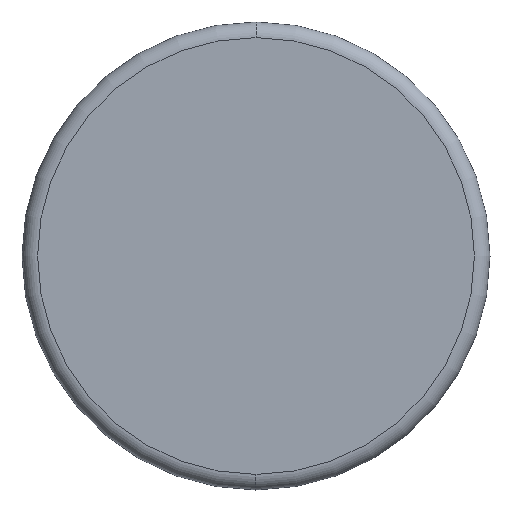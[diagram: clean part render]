
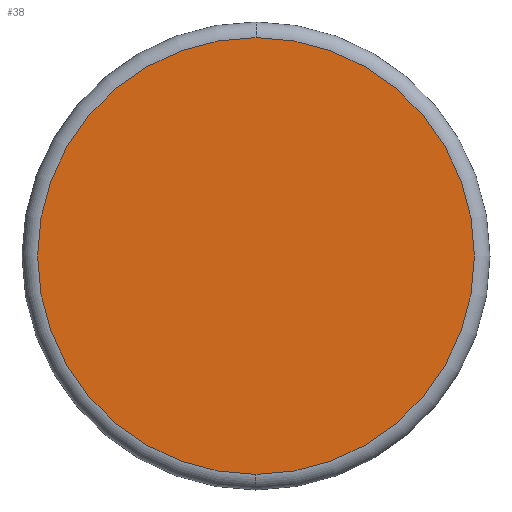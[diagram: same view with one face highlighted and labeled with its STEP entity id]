
A CAD part, left-side view. The second image highlights one B-rep face of the part: STEP entity #38.
In plain terms, the highlighted planar face has unit normal (-1, 0, 0).
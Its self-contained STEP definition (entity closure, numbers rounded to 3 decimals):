
#1 = AXIS2_PLACEMENT_3D ( 'NONE', #40, #348, #255 ) ;
#24 = EDGE_CURVE ( 'NONE', #187, #214, #87, .T. ) ;
#27 = CIRCLE ( 'NONE', #1, 14. ) ;
#28 = DIRECTION ( 'NONE',  ( -1., 0., 0. ) ) ;
#38 = ADVANCED_FACE ( 'NONE', ( #173 ), #88, .F. ) ;
#40 = CARTESIAN_POINT ( 'NONE',  ( -3., 0., 0. ) ) ;
#57 = CARTESIAN_POINT ( 'NONE',  ( -3., 14., 0. ) ) ;
#77 = ORIENTED_EDGE ( 'NONE', *, *, #322, .T. ) ;
#87 = CIRCLE ( 'NONE', #307, 14. ) ;
#88 = PLANE ( 'NONE',  #299 ) ;
#95 = CARTESIAN_POINT ( 'NONE',  ( -3., 0., 14. ) ) ;
#152 = CARTESIAN_POINT ( 'NONE',  ( -3., 0., -14. ) ) ;
#173 = FACE_OUTER_BOUND ( 'NONE', #236, .T. ) ;
#187 = VERTEX_POINT ( 'NONE', #95 ) ;
#214 = VERTEX_POINT ( 'NONE', #152 ) ;
#220 = DIRECTION ( 'NONE',  ( 0., 0., 1. ) ) ;
#224 = CARTESIAN_POINT ( 'NONE',  ( -3., 0., 0. ) ) ;
#236 = EDGE_LOOP ( 'NONE', ( #343, #77 ) ) ;
#255 = DIRECTION ( 'NONE',  ( 0., 0., 1. ) ) ;
#299 = AXIS2_PLACEMENT_3D ( 'NONE', #57, #303, #306 ) ;
#303 = DIRECTION ( 'NONE',  ( 1., 0., 0. ) ) ;
#306 = DIRECTION ( 'NONE',  ( 0., 0., -1. ) ) ;
#307 = AXIS2_PLACEMENT_3D ( 'NONE', #224, #28, #220 ) ;
#322 = EDGE_CURVE ( 'NONE', #214, #187, #27, .T. ) ;
#343 = ORIENTED_EDGE ( 'NONE', *, *, #24, .T. ) ;
#348 = DIRECTION ( 'NONE',  ( -1., 0., 0. ) ) ;
